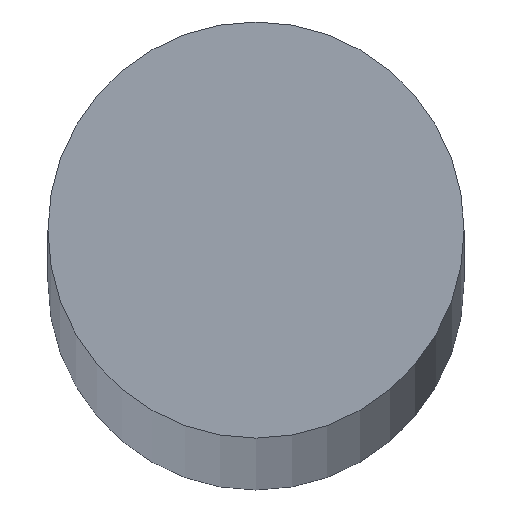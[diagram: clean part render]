
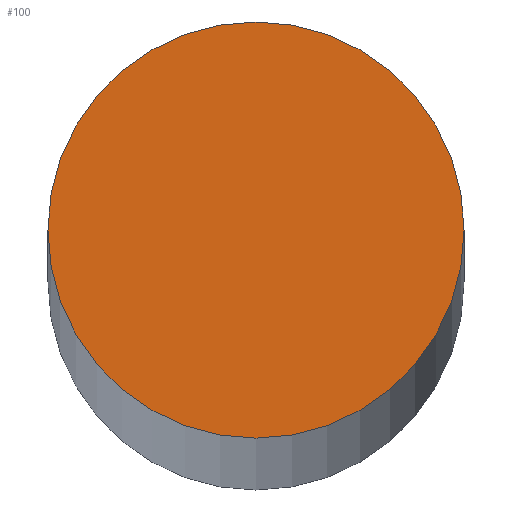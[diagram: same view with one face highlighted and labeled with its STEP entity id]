
A CAD part, top view. The second image highlights one B-rep face of the part: STEP entity #100.
In plain terms, the highlighted planar face has unit normal (0, 0, 1).
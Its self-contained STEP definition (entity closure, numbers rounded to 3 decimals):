
#21 = AXIS2_PLACEMENT_3D ( 'NONE', #156, #154, #153 ) ;
#24 = AXIS2_PLACEMENT_3D ( 'NONE', #152, #151, #140 ) ;
#28 = AXIS2_PLACEMENT_3D ( 'NONE', #61, #73, #69 ) ;
#32 = FACE_OUTER_BOUND ( 'NONE', #58, .T. ) ;
#44 = ORIENTED_EDGE ( 'NONE', *, *, #92, .T. ) ;
#48 = CARTESIAN_POINT ( 'NONE',  ( 7., 0., 500. ) ) ;
#51 = VERTEX_POINT ( 'NONE', #48 ) ;
#58 = EDGE_LOOP ( 'NONE', ( #75, #44 ) ) ;
#61 = CARTESIAN_POINT ( 'NONE',  ( 0., 0., 500. ) ) ;
#67 = CARTESIAN_POINT ( 'NONE',  ( -7., 0., 500. ) ) ;
#69 = DIRECTION ( 'NONE',  ( 1., 0., 0. ) ) ;
#70 = VERTEX_POINT ( 'NONE', #67 ) ;
#73 = DIRECTION ( 'NONE',  ( 0., 0., 1. ) ) ;
#75 = ORIENTED_EDGE ( 'NONE', *, *, #95, .T. ) ;
#85 = CIRCLE ( 'NONE', #28, 7. ) ;
#92 = EDGE_CURVE ( 'NONE', #51, #70, #85, .T. ) ;
#93 = CIRCLE ( 'NONE', #21, 7. ) ;
#95 = EDGE_CURVE ( 'NONE', #70, #51, #93, .T. ) ;
#100 = ADVANCED_FACE ( 'NONE', ( #32 ), #168, .T. ) ;
#140 = DIRECTION ( 'NONE',  ( 1., 0., 0. ) ) ;
#151 = DIRECTION ( 'NONE',  ( 0., 0., 1. ) ) ;
#152 = CARTESIAN_POINT ( 'NONE',  ( 0., 0., 500. ) ) ;
#153 = DIRECTION ( 'NONE',  ( 1., 0., 0. ) ) ;
#154 = DIRECTION ( 'NONE',  ( 0., 0., 1. ) ) ;
#156 = CARTESIAN_POINT ( 'NONE',  ( 0., 0., 500. ) ) ;
#168 = PLANE ( 'NONE',  #24 ) ;
